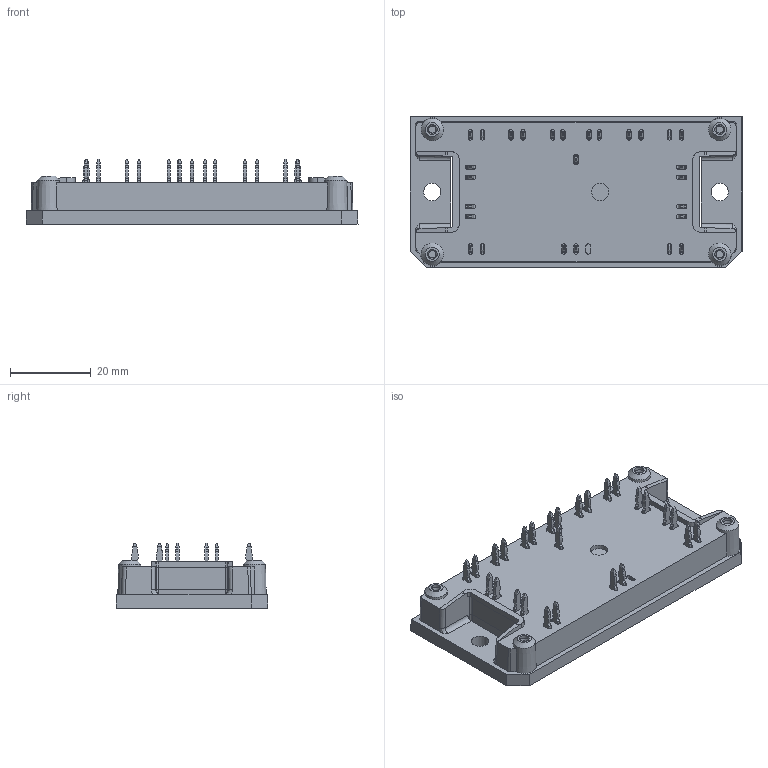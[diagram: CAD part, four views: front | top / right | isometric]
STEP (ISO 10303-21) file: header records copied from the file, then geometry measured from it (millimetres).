
FILE_DESCRIPTION(/* description */ ('Unknown'),/* implementation_level */ '2;1');
FILE_NAME(/* name */ 'Flow1-4T12Y-L980(270)-01-OL',/* time_stamp */ '2016-07-29T10:59:25+02:00',/* author */ ('Unknown'),/* organization */ ('Unknown'),/* preprocessor_version */ 'ST-DEVELOPER v16',/* originating_system */ 'DEX',/* authorisation */ $);
FILE_SCHEMA (('AP242_MANAGED_MODEL_BASED_3D_ENGINEERING_MIM_LF { 1 0 10303 442 1 1 4 }','AUTOMOTIVE_DESIGN {1 0 10303 214 3 1 1}'));
Length unit declared in the file: millimetre
Products named in the file (1): Flow1-4T12Y-L980-01-OL
Bounding box: 82 x 37.4 x 16.23 mm (x, y, z)
Volume: 25881.3 mm3; surface area: 11361 mm2
Topology: 1 solids, 1 shells, 840 faces, 2308 edges, 1531 vertices
Faces by surface type: plane 547, cylinder 271, cone 18, bspline 4
Full cylindrical faces by diameter (mm): 2.4 x4, 4.3 x3
Entity records: 32402 total; most frequent: CARTESIAN_POINT 4759, ORIENTED_EDGE 4536, DIRECTION 4510, EDGE_CURVE 2268, LINE 1676, VECTOR 1676, VERTEX_POINT 1514, AXIS2_PLACEMENT_3D 1417
